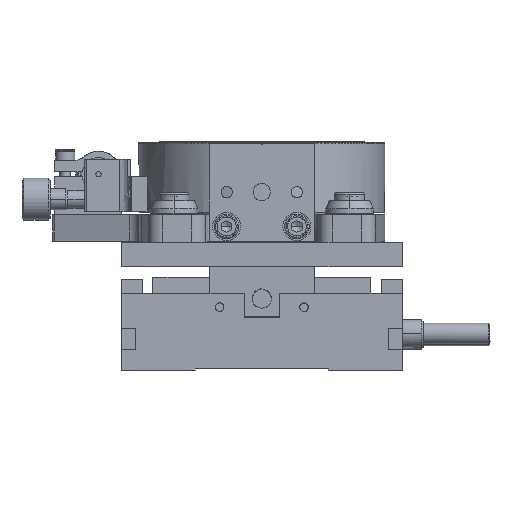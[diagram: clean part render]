
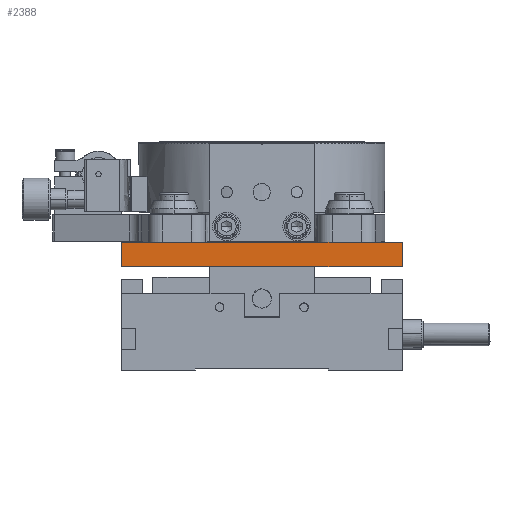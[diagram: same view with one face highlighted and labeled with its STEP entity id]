
A CAD part, left-side view. The second image highlights one B-rep face of the part: STEP entity #2388.
In plain terms, the highlighted free-form (B-spline) face has degree [1, 1] with [2, 2] control points.
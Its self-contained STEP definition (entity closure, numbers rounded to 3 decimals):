
#2388=ADVANCED_FACE('',(#5585),#103338,.T.);
#5585=FACE_OUTER_BOUND('',#8566,.T.);
#8566=EDGE_LOOP('',(#20368,#20369,#20370,#20371));
#20368=ORIENTED_EDGE('',*,*,#89470,.F.);
#20369=ORIENTED_EDGE('',*,*,#89565,.F.);
#20370=ORIENTED_EDGE('',*,*,#89570,.T.);
#20371=ORIENTED_EDGE('',*,*,#89559,.F.);
#39641=B_SPLINE_CURVE_WITH_KNOTS('',1,(#165715,#165716),.UNSPECIFIED.,.F.,
 .F.,(2,2),(-80.,0.),.UNSPECIFIED.);
#39642=B_SPLINE_CURVE_WITH_KNOTS('',1,(#165717,#165718),.UNSPECIFIED.,.F.,
 .F.,(2,2),(-80.,0.),.UNSPECIFIED.);
#39660=B_SPLINE_CURVE_WITH_KNOTS('',1,(#166553,#166554),.UNSPECIFIED.,.F.,
 .F.,(2,2),(-7.,0.),.UNSPECIFIED.);
#39661=B_SPLINE_CURVE_WITH_KNOTS('',1,(#166555,#166556),.UNSPECIFIED.,.F.,
 .F.,(2,2),(-7.,0.),.UNSPECIFIED.);
#39676=B_SPLINE_CURVE_WITH_KNOTS('',1,(#166585,#166586),.UNSPECIFIED.,.F.,
 .F.,(2,2),(0.,7.),.UNSPECIFIED.);
#39677=B_SPLINE_CURVE_WITH_KNOTS('',1,(#166587,#166588),.UNSPECIFIED.,.F.,
 .F.,(2,2),(0.,7.),.UNSPECIFIED.);
#39678=B_SPLINE_CURVE_WITH_KNOTS('',1,(#166629,#166630),.UNSPECIFIED.,.F.,
 .F.,(2,2),(-80.,0.),.UNSPECIFIED.);
#39679=B_SPLINE_CURVE_WITH_KNOTS('',1,(#166631,#166632),.UNSPECIFIED.,.F.,
 .F.,(2,2),(0.,7.),.UNSPECIFIED.);
#39680=B_SPLINE_CURVE_WITH_KNOTS('',1,(#166633,#166634),.UNSPECIFIED.,.F.,
 .F.,(2,2),(0.,80.),.UNSPECIFIED.);
#39681=B_SPLINE_CURVE_WITH_KNOTS('',1,(#166635,#166636),.UNSPECIFIED.,.F.,
 .F.,(2,2),(0.,80.),.UNSPECIFIED.);
#39682=B_SPLINE_CURVE_WITH_KNOTS('',1,(#166637,#166638),.UNSPECIFIED.,.F.,
 .F.,(2,2),(-7.,0.),.UNSPECIFIED.);
#40249=B_SPLINE_CURVE_WITH_KNOTS('',1,(#168765,#168766),.UNSPECIFIED.,.F.,
 .F.,(2,2),(0.,80.),.UNSPECIFIED.);
#55668=PCURVE('',#103334,#71261);
#55758=PCURVE('',#103335,#71351);
#55768=PCURVE('',#103337,#71361);
#55773=PCURVE('',#103338,#71366);
#55774=PCURVE('',#103338,#71367);
#55775=PCURVE('',#103338,#71368);
#55776=PCURVE('',#103338,#71369);
#56242=PCURVE('',#103356,#71835);
#71261=DEFINITIONAL_REPRESENTATION('',(#39642),#197026);
#71351=DEFINITIONAL_REPRESENTATION('',(#39661),#197026);
#71361=DEFINITIONAL_REPRESENTATION('',(#39677),#197026);
#71366=DEFINITIONAL_REPRESENTATION('',(#39678),#197026);
#71367=DEFINITIONAL_REPRESENTATION('',(#39679),#197026);
#71368=DEFINITIONAL_REPRESENTATION('',(#39681),#197026);
#71369=DEFINITIONAL_REPRESENTATION('',(#39682),#197026);
#71835=DEFINITIONAL_REPRESENTATION('',(#40249),#197026);
#81612=SURFACE_CURVE('',#39641,(#55668,#55773),.PCURVE_S1.);
#81701=SURFACE_CURVE('',#39660,(#55758,#55776),.PCURVE_S1.);
#81707=SURFACE_CURVE('',#39676,(#55768,#55774),.PCURVE_S1.);
#81712=SURFACE_CURVE('',#39680,(#55775,#56242),.PCURVE_S1.);
#89470=EDGE_CURVE('',#99205,#99204,#81612,.T.);
#89559=EDGE_CURVE('',#99204,#99296,#81701,.T.);
#89565=EDGE_CURVE('',#99299,#99205,#81707,.T.);
#89570=EDGE_CURVE('',#99299,#99296,#81712,.T.);
#99204=VERTEX_POINT('',#164650);
#99205=VERTEX_POINT('',#164651);
#99296=VERTEX_POINT('',#164742);
#99299=VERTEX_POINT('',#164745);
#103334=B_SPLINE_SURFACE_WITH_KNOTS('',1,1,((#160071,#160072),(#160073,
#160074)),.UNSPECIFIED.,.F.,.F.,.F.,(2,2),(2,2),(-48.12,48.12),
(-72.12,72.12),.UNSPECIFIED.);
#103335=B_SPLINE_SURFACE_WITH_KNOTS('',1,1,((#160075,#160076),(#160077,
#160078)),.UNSPECIFIED.,.F.,.F.,.F.,(2,2),(2,2),(-7.82,0.82),
(-132.12,12.12),.UNSPECIFIED.);
#103337=B_SPLINE_SURFACE_WITH_KNOTS('',1,1,((#160083,#160084),(#160085,
#160086)),.UNSPECIFIED.,.F.,.F.,.F.,(2,2),(2,2),(-0.82,7.82),
(-12.12,132.12),.UNSPECIFIED.);
#103338=B_SPLINE_SURFACE_WITH_KNOTS('',1,1,((#160087,#160088),(#160089,
#160090)),.UNSPECIFIED.,.F.,.F.,.F.,(2,2),(2,2),(-7.82,0.82),
(-88.12,8.12),.UNSPECIFIED.);
#103356=B_SPLINE_SURFACE_WITH_KNOTS('',1,1,((#161783,#161784),(#161785,
#161786)),.UNSPECIFIED.,.F.,.F.,.F.,(2,2),(2,2),(-72.12,72.12),
(-48.12,48.12),.UNSPECIFIED.);
#160071=CARTESIAN_POINT('',(-12.12,-109.173,29.));
#160072=CARTESIAN_POINT('',(132.12,-109.173,29.));
#160073=CARTESIAN_POINT('',(-12.12,-12.933,29.));
#160074=CARTESIAN_POINT('',(132.12,-12.933,29.));
#160075=CARTESIAN_POINT('',(-12.12,-21.053,28.18));
#160076=CARTESIAN_POINT('',(132.12,-21.053,28.18));
#160077=CARTESIAN_POINT('',(-12.12,-21.053,36.82));
#160078=CARTESIAN_POINT('',(132.12,-21.053,36.82));
#160083=CARTESIAN_POINT('',(-12.12,-101.053,36.82));
#160084=CARTESIAN_POINT('',(132.12,-101.053,36.82));
#160085=CARTESIAN_POINT('',(-12.12,-101.053,28.18));
#160086=CARTESIAN_POINT('',(132.12,-101.053,28.18));
#160087=CARTESIAN_POINT('',(0.,-109.173,28.18));
#160088=CARTESIAN_POINT('',(0.,-12.933,28.18));
#160089=CARTESIAN_POINT('',(0.,-109.173,36.82));
#160090=CARTESIAN_POINT('',(0.,-12.933,36.82));
#161783=CARTESIAN_POINT('',(-12.12,-109.173,36.));
#161784=CARTESIAN_POINT('',(-12.12,-12.933,36.));
#161785=CARTESIAN_POINT('',(132.12,-109.173,36.));
#161786=CARTESIAN_POINT('',(132.12,-12.933,36.));
#164650=CARTESIAN_POINT('',(0.,-21.053,29.));
#164651=CARTESIAN_POINT('',(0.,-101.053,29.));
#164742=CARTESIAN_POINT('',(0.,-21.053,36.));
#164745=CARTESIAN_POINT('',(0.,-101.053,36.));
#165715=CARTESIAN_POINT('',(0.,-101.053,29.));
#165716=CARTESIAN_POINT('',(0.,-21.053,29.));
#165717=CARTESIAN_POINT('',(-40.,-60.));
#165718=CARTESIAN_POINT('',(40.,-60.));
#166553=CARTESIAN_POINT('',(0.,-21.053,29.));
#166554=CARTESIAN_POINT('',(0.,-21.053,36.));
#166555=CARTESIAN_POINT('',(-7.,-120.));
#166556=CARTESIAN_POINT('',(0.,-120.));
#166585=CARTESIAN_POINT('',(0.,-101.053,36.));
#166586=CARTESIAN_POINT('',(0.,-101.053,29.));
#166587=CARTESIAN_POINT('',(0.,0.));
#166588=CARTESIAN_POINT('',(7.,0.));
#166629=CARTESIAN_POINT('',(-7.,-80.));
#166630=CARTESIAN_POINT('',(-7.,0.));
#166631=CARTESIAN_POINT('',(0.,-80.));
#166632=CARTESIAN_POINT('',(-7.,-80.));
#166633=CARTESIAN_POINT('',(0.,-101.053,36.));
#166634=CARTESIAN_POINT('',(0.,-21.053,36.));
#166635=CARTESIAN_POINT('',(0.,-80.));
#166636=CARTESIAN_POINT('',(0.,0.));
#166637=CARTESIAN_POINT('',(-7.,0.));
#166638=CARTESIAN_POINT('',(0.,0.));
#168765=CARTESIAN_POINT('',(-60.,-40.));
#168766=CARTESIAN_POINT('',(-60.,40.));
#197026=(
GEOMETRIC_REPRESENTATION_CONTEXT(2)
PARAMETRIC_REPRESENTATION_CONTEXT()
REPRESENTATION_CONTEXT('pspace','')
);
